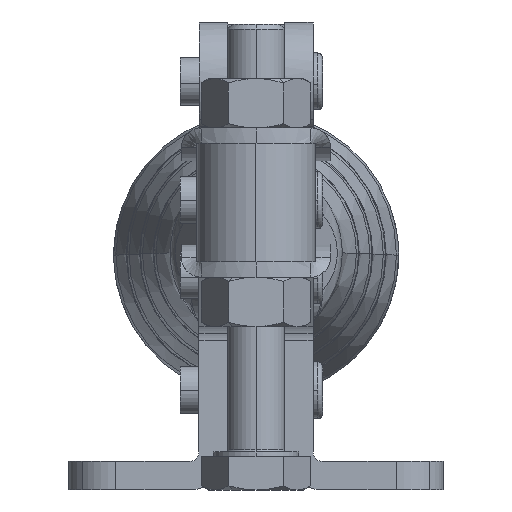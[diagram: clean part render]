
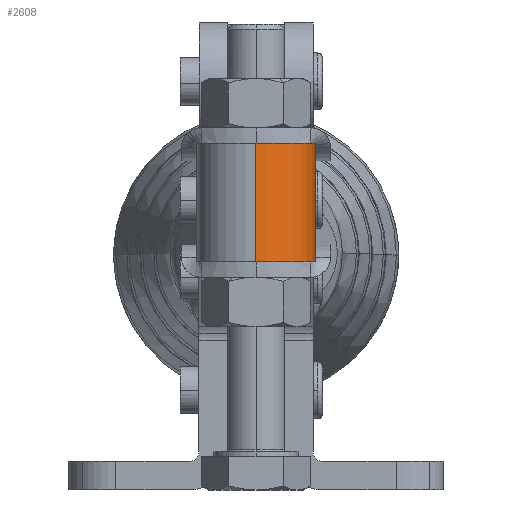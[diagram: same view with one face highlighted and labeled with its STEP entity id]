
A CAD part, left-side view. The second image highlights one B-rep face of the part: STEP entity #2608.
In plain terms, the highlighted cylindrical face has radius 6.25 mm (diameter 12.5 mm), a partial arc.
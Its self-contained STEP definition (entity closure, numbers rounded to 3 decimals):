
#2567=CARTESIAN_POINT('',(5.691,-68.77,-9.546));
#2568=DIRECTION('',(0.,0.,1.0));
#2569=DIRECTION('',(-1.0,0.0,0.0));
#2570=AXIS2_PLACEMENT_3D('',#2567,#2568,#2569);
#2571=CYLINDRICAL_SURFACE('',#2570,6.25);
#2572=CARTESIAN_POINT('',(-0.559,-68.77,-9.546));
#2573=VERTEX_POINT('',#2572);
#2574=CARTESIAN_POINT('',(-0.559,-68.77,2.954));
#2575=VERTEX_POINT('',#2574);
#2576=CARTESIAN_POINT('',(-0.559,-68.77,-9.546));
#2577=DIRECTION('',(0.0,0.0,1.0));
#2578=VECTOR('',#2577,12.5);
#2579=LINE('',#2576,#2578);
#2580=EDGE_CURVE('',#2573,#2575,#2579,.T.);
#2581=ORIENTED_EDGE('',*,*,#2580,.F.);
#2582=CARTESIAN_POINT('',(5.691,-75.02,-9.546));
#2583=VERTEX_POINT('',#2582);
#2584=CARTESIAN_POINT('',(5.691,-68.77,-9.546));
#2585=DIRECTION('',(0.0,0.0,-1.0));
#2586=DIRECTION('',(-1.0,0.0,0.0));
#2587=AXIS2_PLACEMENT_3D('',#2584,#2585,#2586);
#2588=CIRCLE('',#2587,6.25);
#2589=EDGE_CURVE('',#2583,#2573,#2588,.T.);
#2590=ORIENTED_EDGE('',*,*,#2589,.F.);
#2591=CARTESIAN_POINT('',(5.691,-75.02,2.954));
#2592=VERTEX_POINT('',#2591);
#2593=CARTESIAN_POINT('',(5.691,-75.02,-9.546));
#2594=DIRECTION('',(0.0,0.0,1.0));
#2595=VECTOR('',#2594,12.5);
#2596=LINE('',#2593,#2595);
#2597=EDGE_CURVE('',#2583,#2592,#2596,.T.);
#2598=ORIENTED_EDGE('',*,*,#2597,.T.);
#2599=CARTESIAN_POINT('',(5.691,-68.77,2.954));
#2600=DIRECTION('',(0.0,0.0,1.0));
#2601=DIRECTION('',(-1.0,0.0,0.0));
#2602=AXIS2_PLACEMENT_3D('',#2599,#2600,#2601);
#2603=CIRCLE('',#2602,6.25);
#2604=EDGE_CURVE('',#2575,#2592,#2603,.T.);
#2605=ORIENTED_EDGE('',*,*,#2604,.F.);
#2606=EDGE_LOOP('',(#2581,#2590,#2598,#2605));
#2607=FACE_OUTER_BOUND('',#2606,.T.);
#2608=ADVANCED_FACE('',(#2607),#2571,.T.);
